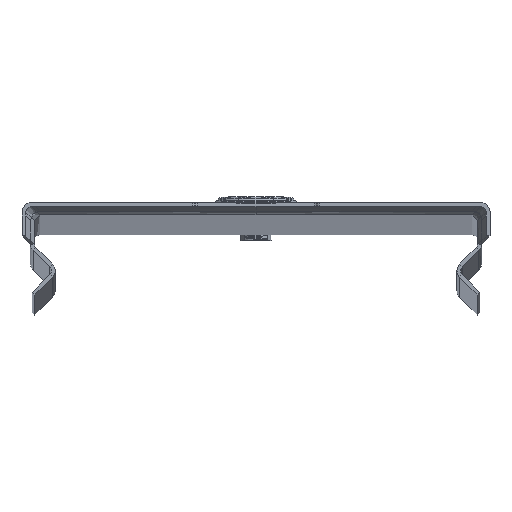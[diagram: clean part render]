
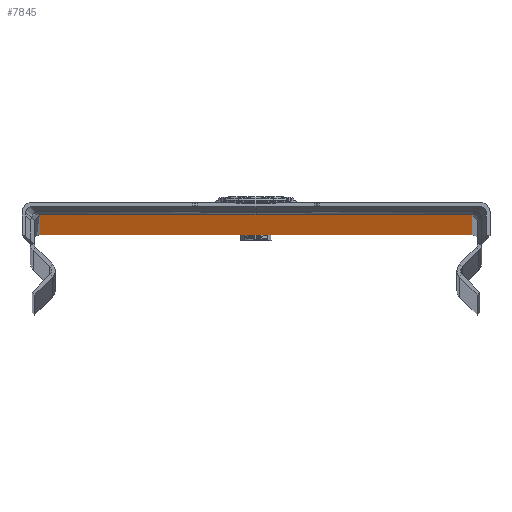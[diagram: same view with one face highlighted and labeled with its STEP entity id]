
A CAD part, top view. The second image highlights one B-rep face of the part: STEP entity #7845.
In plain terms, the highlighted planar face has unit normal (0, -1, 0).
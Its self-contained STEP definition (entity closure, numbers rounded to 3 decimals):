
#3 = CARTESIAN_POINT ( 'NONE',  ( 10.854, 0., -2068.646 ) ) ;
#26 = CARTESIAN_POINT ( 'NONE',  ( -39., 0., 0. ) ) ;
#100 = DIRECTION ( 'NONE',  ( 1., 0., 0. ) ) ;
#175 = DIRECTION ( 'NONE',  ( 0., 0., 1. ) ) ;
#176 = CARTESIAN_POINT ( 'NONE',  ( 40., 0., -2069. ) ) ;
#187 = DIRECTION ( 'NONE',  ( 0., 1., 0. ) ) ;
#199 = CARTESIAN_POINT ( 'NONE',  ( -10.5, 0., -2069. ) ) ;
#208 = LINE ( 'NONE', #5581, #288 ) ;
#228 = DIRECTION ( 'NONE',  ( -1., 0., 0. ) ) ;
#288 = VECTOR ( 'NONE', #5556, 1000. ) ;
#379 = DIRECTION ( 'NONE',  ( 0.707, 0., 0.707 ) ) ;
#411 = CIRCLE ( 'NONE', #2571, 7.3 ) ;
#435 = VERTEX_POINT ( 'NONE', #6094 ) ;
#447 = DIRECTION ( 'NONE',  ( 0., 1., 0. ) ) ;
#523 = EDGE_CURVE ( 'NONE', #1294, #2044, #7848, .T. ) ;
#617 = AXIS2_PLACEMENT_3D ( 'NONE', #199, #187, #175 ) ;
#625 = VERTEX_POINT ( 'NONE', #3 ) ;
#630 = EDGE_LOOP ( 'NONE', ( #2394, #7701 ) ) ;
#655 = DIRECTION ( 'NONE',  ( 0., 0., 1. ) ) ;
#786 = DIRECTION ( 'NONE',  ( 0., 0., 1. ) ) ;
#790 = VECTOR ( 'NONE', #786, 1000. ) ;
#791 = LINE ( 'NONE', #2045, #790 ) ;
#949 = CARTESIAN_POINT ( 'NONE',  ( -39., 0., -2069. ) ) ;
#998 = AXIS2_PLACEMENT_3D ( 'NONE', #1953, #1891, #1883 ) ;
#999 = LINE ( 'NONE', #2460, #1012 ) ;
#1011 = VECTOR ( 'NONE', #3419, 1000. ) ;
#1012 = VECTOR ( 'NONE', #2389, 1000. ) ;
#1021 = ORIENTED_EDGE ( 'NONE', *, *, #523, .F. ) ;
#1087 = DIRECTION ( 'NONE',  ( 0., 1., 0. ) ) ;
#1108 = LINE ( 'NONE', #2901, #1011 ) ;
#1121 = CARTESIAN_POINT ( 'NONE',  ( 10.5, 0., -2069. ) ) ;
#1294 = VERTEX_POINT ( 'NONE', #949 ) ;
#1311 = CARTESIAN_POINT ( 'NONE',  ( -11.414, 0., -2069. ) ) ;
#1333 = ORIENTED_EDGE ( 'NONE', *, *, #3866, .F. ) ;
#1361 = VECTOR ( 'NONE', #5902, 1000. ) ;
#1512 = VECTOR ( 'NONE', #100, 1000. ) ;
#1538 = LINE ( 'NONE', #5932, #1361 ) ;
#1567 = ORIENTED_EDGE ( 'NONE', *, *, #7022, .T. ) ;
#1686 = LINE ( 'NONE', #176, #1512 ) ;
#1708 = EDGE_CURVE ( 'NONE', #1294, #4095, #1538, .T. ) ;
#1718 = CIRCLE ( 'NONE', #3100, 0.5 ) ;
#1749 = AXIS2_PLACEMENT_3D ( 'NONE', #2854, #2844, #2838 ) ;
#1771 = ORIENTED_EDGE ( 'NONE', *, *, #7545, .T. ) ;
#1841 = VERTEX_POINT ( 'NONE', #2227 ) ;
#1883 = DIRECTION ( 'NONE',  ( 0., 0., -1. ) ) ;
#1891 = DIRECTION ( 'NONE',  ( 0., -1., 0. ) ) ;
#1953 = CARTESIAN_POINT ( 'NONE',  ( 40., 0., -2069. ) ) ;
#1955 = VERTEX_POINT ( 'NONE', #6517 ) ;
#1988 = PLANE ( 'NONE',  #998 ) ;
#2044 = VERTEX_POINT ( 'NONE', #5788 ) ;
#2045 = CARTESIAN_POINT ( 'NONE',  ( 39., 0., -2069. ) ) ;
#2183 = EDGE_CURVE ( 'NONE', #7438, #8097, #7509, .T. ) ;
#2227 = CARTESIAN_POINT ( 'NONE',  ( 0., 0., 0. ) ) ;
#2358 = EDGE_LOOP ( 'NONE', ( #1771, #6298, #6761, #1567, #1333, #4712, #1021, #5808, #5707, #5639, #5685, #5971, #5656 ) ) ;
#2376 = CARTESIAN_POINT ( 'NONE',  ( 0., 0., -2055. ) ) ;
#2389 = DIRECTION ( 'NONE',  ( 1., 0., 0. ) ) ;
#2394 = ORIENTED_EDGE ( 'NONE', *, *, #3671, .T. ) ;
#2460 = CARTESIAN_POINT ( 'NONE',  ( 40., 0., -2068.5 ) ) ;
#2571 = AXIS2_PLACEMENT_3D ( 'NONE', #6556, #6539, #6529 ) ;
#2731 = DIRECTION ( 'NONE',  ( 0., 0., -1. ) ) ;
#2783 = DIRECTION ( 'NONE',  ( 0., -1., 0. ) ) ;
#2813 = CARTESIAN_POINT ( 'NONE',  ( -11.414, 0., -2068.5 ) ) ;
#2838 = DIRECTION ( 'NONE',  ( 0., 0., -1. ) ) ;
#2844 = DIRECTION ( 'NONE',  ( 0., -1., 0. ) ) ;
#2854 = CARTESIAN_POINT ( 'NONE',  ( 11.414, 0., -2068.5 ) ) ;
#2901 = CARTESIAN_POINT ( 'NONE',  ( 40., 0., 0. ) ) ;
#2965 = CARTESIAN_POINT ( 'NONE',  ( 11.061, 0., -2068.854 ) ) ;
#2988 = CIRCLE ( 'NONE', #617, 0.5 ) ;
#3100 = AXIS2_PLACEMENT_3D ( 'NONE', #2813, #2783, #2731 ) ;
#3419 = DIRECTION ( 'NONE',  ( 1., 0., 0. ) ) ;
#3604 = CARTESIAN_POINT ( 'NONE',  ( 11.414, 0., -2069. ) ) ;
#3671 = EDGE_CURVE ( 'NONE', #6762, #5663, #5097, .T. ) ;
#3866 = EDGE_CURVE ( 'NONE', #1841, #1955, #5093, .T. ) ;
#4067 = EDGE_CURVE ( 'NONE', #8032, #625, #4622, .T. ) ;
#4095 = VERTEX_POINT ( 'NONE', #1311 ) ;
#4236 = FACE_BOUND ( 'NONE', #630, .T. ) ;
#4337 = FACE_OUTER_BOUND ( 'NONE', #2358, .T. ) ;
#4447 = CARTESIAN_POINT ( 'NONE',  ( -7.3, 0., -2055. ) ) ;
#4580 = AXIS2_PLACEMENT_3D ( 'NONE', #1121, #1087, #655 ) ;
#4622 = CIRCLE ( 'NONE', #4580, 0.5 ) ;
#4712 = ORIENTED_EDGE ( 'NONE', *, *, #6860, .F. ) ;
#4823 = VECTOR ( 'NONE', #8042, 1000. ) ;
#5059 = AXIS2_PLACEMENT_3D ( 'NONE', #2376, #447, #228 ) ;
#5093 = LINE ( 'NONE', #26, #4823 ) ;
#5097 = CIRCLE ( 'NONE', #5059, 7.3 ) ;
#5182 = DIRECTION ( 'NONE',  ( 0., 0., 1. ) ) ;
#5294 = CARTESIAN_POINT ( 'NONE',  ( -39., 0., -2069. ) ) ;
#5295 = VERTEX_POINT ( 'NONE', #3604 ) ;
#5556 = DIRECTION ( 'NONE',  ( 0.707, 0., -0.707 ) ) ;
#5581 = CARTESIAN_POINT ( 'NONE',  ( 11.207, 0., -2069. ) ) ;
#5639 = ORIENTED_EDGE ( 'NONE', *, *, #2183, .T. ) ;
#5656 = ORIENTED_EDGE ( 'NONE', *, *, #4067, .T. ) ;
#5663 = VERTEX_POINT ( 'NONE', #7748 ) ;
#5685 = ORIENTED_EDGE ( 'NONE', *, *, #7936, .T. ) ;
#5707 = ORIENTED_EDGE ( 'NONE', *, *, #6318, .T. ) ;
#5788 = CARTESIAN_POINT ( 'NONE',  ( -39., 0., 0. ) ) ;
#5793 = VERTEX_POINT ( 'NONE', #6406 ) ;
#5808 = ORIENTED_EDGE ( 'NONE', *, *, #1708, .T. ) ;
#5854 = CARTESIAN_POINT ( 'NONE',  ( -10.854, 0., -2068.646 ) ) ;
#5902 = DIRECTION ( 'NONE',  ( 1., 0., 0. ) ) ;
#5932 = CARTESIAN_POINT ( 'NONE',  ( 40., 0., -2069. ) ) ;
#5971 = ORIENTED_EDGE ( 'NONE', *, *, #6903, .T. ) ;
#6094 = CARTESIAN_POINT ( 'NONE',  ( -10.5, 0., -2068.5 ) ) ;
#6098 = VERTEX_POINT ( 'NONE', #2965 ) ;
#6298 = ORIENTED_EDGE ( 'NONE', *, *, #7758, .T. ) ;
#6318 = EDGE_CURVE ( 'NONE', #4095, #7438, #1718, .T. ) ;
#6406 = CARTESIAN_POINT ( 'NONE',  ( 39., 0., -2069. ) ) ;
#6498 = EDGE_CURVE ( 'NONE', #5295, #5793, #1686, .T. ) ;
#6513 = CARTESIAN_POINT ( 'NONE',  ( -11.061, 0., -2068.854 ) ) ;
#6517 = CARTESIAN_POINT ( 'NONE',  ( 39., 0., 0. ) ) ;
#6529 = DIRECTION ( 'NONE',  ( -1., 0., 0. ) ) ;
#6539 = DIRECTION ( 'NONE',  ( 0., 1., 0. ) ) ;
#6556 = CARTESIAN_POINT ( 'NONE',  ( 0., 0., -2055. ) ) ;
#6562 = CIRCLE ( 'NONE', #1749, 0.5 ) ;
#6761 = ORIENTED_EDGE ( 'NONE', *, *, #6498, .T. ) ;
#6762 = VERTEX_POINT ( 'NONE', #4447 ) ;
#6860 = EDGE_CURVE ( 'NONE', #2044, #1841, #1108, .T. ) ;
#6903 = EDGE_CURVE ( 'NONE', #435, #8032, #999, .T. ) ;
#7022 = EDGE_CURVE ( 'NONE', #5793, #1955, #791, .T. ) ;
#7063 = CARTESIAN_POINT ( 'NONE',  ( 10.5, 0., -2068.5 ) ) ;
#7413 = EDGE_CURVE ( 'NONE', #5663, #6762, #411, .T. ) ;
#7438 = VERTEX_POINT ( 'NONE', #6513 ) ;
#7508 = VECTOR ( 'NONE', #379, 1000. ) ;
#7509 = LINE ( 'NONE', #7737, #7508 ) ;
#7545 = EDGE_CURVE ( 'NONE', #625, #6098, #208, .T. ) ;
#7701 = ORIENTED_EDGE ( 'NONE', *, *, #7413, .T. ) ;
#7737 = CARTESIAN_POINT ( 'NONE',  ( -11.207, 0., -2069. ) ) ;
#7748 = CARTESIAN_POINT ( 'NONE',  ( 7.3, 0., -2055. ) ) ;
#7756 = VECTOR ( 'NONE', #5182, 1000. ) ;
#7758 = EDGE_CURVE ( 'NONE', #6098, #5295, #6562, .T. ) ;
#7845 = ADVANCED_FACE ( 'NONE', ( #4236, #4337 ), #1988, .T. ) ;
#7848 = LINE ( 'NONE', #5294, #7756 ) ;
#7936 = EDGE_CURVE ( 'NONE', #8097, #435, #2988, .T. ) ;
#8032 = VERTEX_POINT ( 'NONE', #7063 ) ;
#8042 = DIRECTION ( 'NONE',  ( 1., 0., 0. ) ) ;
#8097 = VERTEX_POINT ( 'NONE', #5854 ) ;
